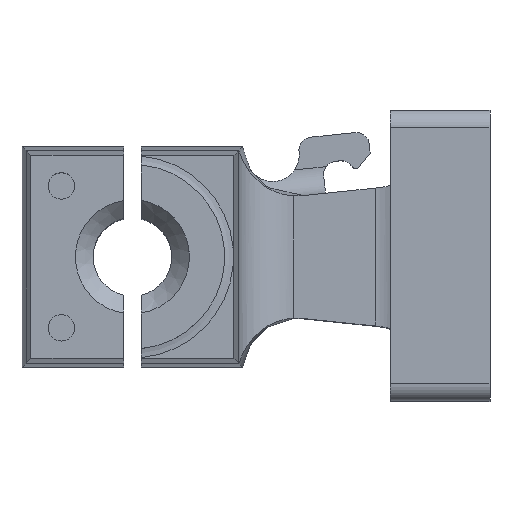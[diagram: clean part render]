
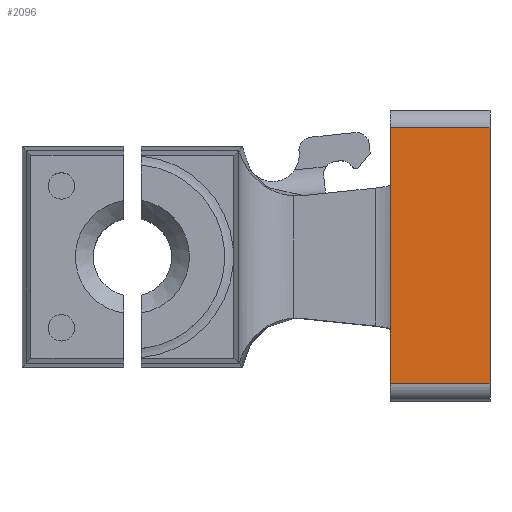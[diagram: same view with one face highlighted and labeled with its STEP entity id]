
A CAD part, top view. The second image highlights one B-rep face of the part: STEP entity #2096.
In plain terms, the highlighted planar face has unit normal (0, 0, 1).
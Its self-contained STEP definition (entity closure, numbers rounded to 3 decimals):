
#149=PLANE('',#2313);
#266=FACE_OUTER_BOUND('',#390,.T.);
#390=EDGE_LOOP('',(#1893,#1894,#1895,#1896));
#563=LINE('',#3919,#741);
#570=LINE('',#3939,#748);
#571=LINE('',#3942,#749);
#572=LINE('',#3943,#750);
#741=VECTOR('',#2859,10.);
#748=VECTOR('',#2882,10.);
#749=VECTOR('',#2885,10.);
#750=VECTOR('',#2886,10.);
#1012=VERTEX_POINT('',#3916);
#1013=VERTEX_POINT('',#3918);
#1018=VERTEX_POINT('',#3937);
#1019=VERTEX_POINT('',#3941);
#1305=EDGE_CURVE('',#1012,#1013,#563,.T.);
#1317=EDGE_CURVE('',#1018,#1012,#570,.T.);
#1318=EDGE_CURVE('',#1019,#1018,#571,.T.);
#1319=EDGE_CURVE('',#1013,#1019,#572,.T.);
#1893=ORIENTED_EDGE('',*,*,#1317,.F.);
#1894=ORIENTED_EDGE('',*,*,#1318,.F.);
#1895=ORIENTED_EDGE('',*,*,#1319,.F.);
#1896=ORIENTED_EDGE('',*,*,#1305,.F.);
#2096=ADVANCED_FACE('',(#266),#149,.T.);
#2313=AXIS2_PLACEMENT_3D('',#3940,#2883,#2884);
#2859=DIRECTION('',(0.,1.,0.));
#2882=DIRECTION('',(-1.,0.,0.));
#2883=DIRECTION('center_axis',(0.,0.,1.));
#2884=DIRECTION('ref_axis',(0.,-1.,0.));
#2885=DIRECTION('',(0.,-1.,0.));
#2886=DIRECTION('',(1.,0.,0.));
#3916=CARTESIAN_POINT('',(41.7,-2.,125.5));
#3918=CARTESIAN_POINT('',(41.7,27.,125.5));
#3919=CARTESIAN_POINT('',(41.7,29.,125.5));
#3937=CARTESIAN_POINT('',(53.,-2.,125.5));
#3939=CARTESIAN_POINT('',(49.,-2.,125.5));
#3940=CARTESIAN_POINT('Origin',(49.,29.,125.5));
#3941=CARTESIAN_POINT('',(53.,27.,125.5));
#3942=CARTESIAN_POINT('',(53.,29.,125.5));
#3943=CARTESIAN_POINT('',(49.,27.,125.5));
